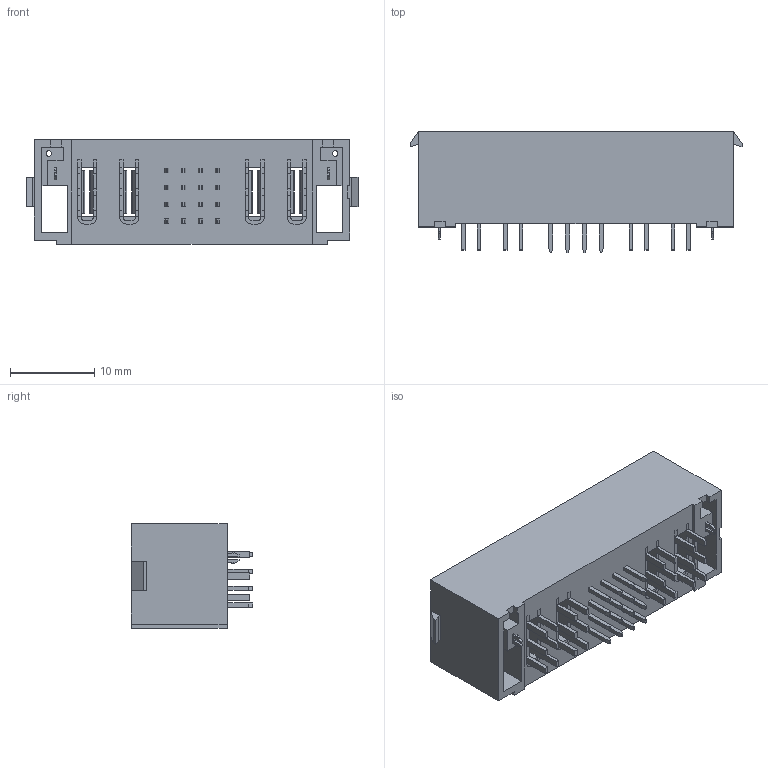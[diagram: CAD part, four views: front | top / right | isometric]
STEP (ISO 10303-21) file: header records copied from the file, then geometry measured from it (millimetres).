
FILE_DESCRIPTION (( 'STEP AP214' ), '1' );
FILE_NAME ('MPTC-02-16-02-6.30-01-L-V-LC.STEP', '2019-01-09T17:16:53', ( '' ), ( '' ), 'SwSTEP 2.0', 'SolidWorks 2018', '' );
FILE_SCHEMA (( 'AUTOMOTIVE_DESIGN' ));
Length unit declared in the file: millimetre
Products named in the file (6): _MPTC_02_16_02_6_30_V_LC_t_2; _MPTC_01_V_pp_9; MPTC_02_16_02_6_30_01_L_V_LC; _MPTC_01_04_01_6_30_01_L_V_c_6; MPTC-02-16-02-6.30-01-L-V-LC; _MPTC_02_16_02_6_30_01_V_p_4
Assembly tree (9 placements, depth 3):
  MPTC-02-16-02-6.30-01-L-V-LC
    MPTC_02_16_02_6_30_01_L_V_LC
      _MPTC_02_16_02_6_30_V_LC_t_2
      _MPTC_02_16_02_6_30_01_V_p_4
      _MPTC_01_04_01_6_30_01_L_V_c_6  x2
      _MPTC_01_V_pp_9  x4
Bounding box: 39.44 x 14.43 x 12.45 mm (x, y, z)
Volume: 3052.1 mm3; surface area: 5171.5 mm2
Topology: 8 solids, 8 shells, 797 faces, 2254 edges, 1480 vertices
Faces by surface type: plane 711, cylinder 86
Entity records: 19788 total; most frequent: CARTESIAN_POINT 2832, ORIENTED_EDGE 2780, DIRECTION 2460, EDGE_CURVE 1390, LINE 1332, VECTOR 1332, VERTEX_POINT 904, AXIS2_PLACEMENT_3D 564
